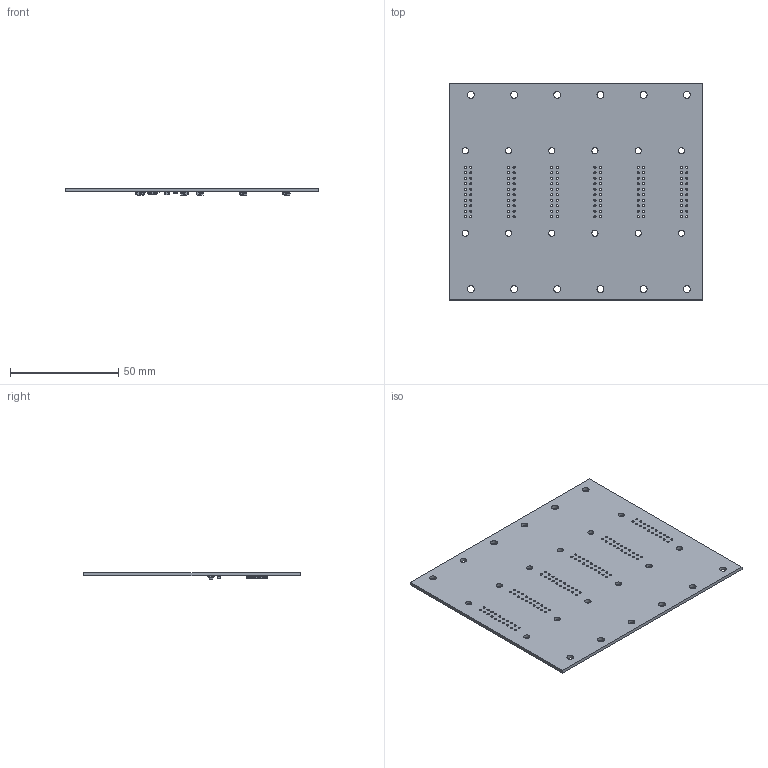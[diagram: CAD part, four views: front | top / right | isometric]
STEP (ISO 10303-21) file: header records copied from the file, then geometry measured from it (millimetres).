
FILE_DESCRIPTION(('KiCad electronic assembly'),'2;1');
FILE_NAME('main-3D.step','2025-08-27T19:39:13',('Pcbnew'),('Kicad'), 'Open CASCADE STEP processor 7.6','KiCad to STEP converter','Unknown' );
FILE_SCHEMA(('AUTOMOTIVE_DESIGN { 1 0 10303 214 1 1 1 1 }'));
Length unit declared in the file: millimetre
Products named in the file (6): main-3D 1; C_0805_2012Metric; SOT-23-6; SSOP-28_3.9x9.9mm_P0.635mm; R_0805_2012Metric; kibot_rgxdz8if_PCB
Assembly tree (16 placements, depth 2):
  main-3D 1
    C_0805_2012Metric  x8
    SOT-23-6  x5
    SSOP-28_3.9x9.9mm_P0.635mm
    R_0805_2012Metric
    kibot_rgxdz8if_PCB
Bounding box: 117.37 x 100 x 3.15 mm (x, y, z)
Volume: 17484.5 mm3; surface area: 24901.5 mm2
Topology: 16 solids, 16 shells, 1432 faces, 3856 edges, 2478 vertices
Faces by surface type: plane 856, cylinder 480, bspline 96
Full cylindrical faces by diameter (mm): 1 x120, 2.85 x12, 3.2 x12
Entity records: 24959 total; most frequent: CARTESIAN_POINT 4391, ORIENTED_EDGE 4216, DIRECTION 4168, EDGE_CURVE 2108, LINE 1458, VECTOR 1458, AXIS2_PLACEMENT_3D 1355, VERTEX_POINT 1354
